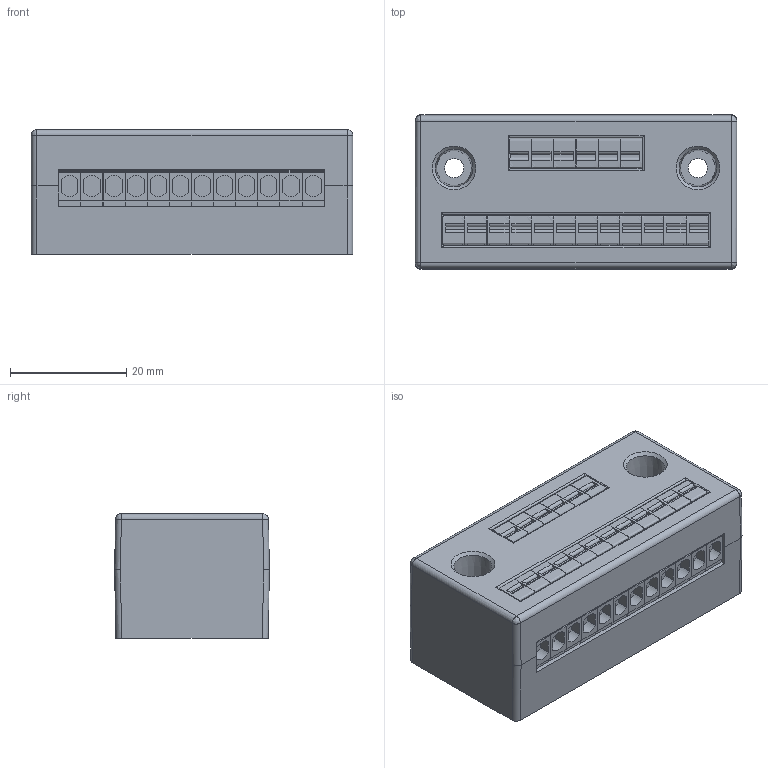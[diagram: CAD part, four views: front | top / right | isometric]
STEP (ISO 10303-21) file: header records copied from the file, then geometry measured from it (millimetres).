
FILE_DESCRIPTION(/* description */ (''),/* implementation_level */ '2;1');
FILE_NAME(/* name */ '',/* time_stamp */ '2021-01-08T08:42:15+08:00',/* author */ (''),/* organization */ (''),/* preprocessor_version */ 'ST-DEVELOPER v14',/* originating_system */ 'SIEMENS PLM Software NX 8.0',/* authorisation */ '');
FILE_SCHEMA (('AUTOMOTIVE_DESIGN { 1 0 10303 214 3 1 1 1 }'));
Length unit declared in the file: millimetre
Products named in the file (1): Admi10F499E7lb78
Bounding box: 55.4 x 26.65 x 21.51 mm (x, y, z)
Volume: 29844.8 mm3; surface area: 8256.6 mm2
Topology: 1 solids, 1 shells, 471 faces, 1250 edges, 822 vertices
Faces by surface type: plane 347, cylinder 94, extrusion 18, bspline 8, cone 4
Full cylindrical faces by diameter (mm): 3.3 x2
Entity records: 16875 total; most frequent: CARTESIAN_POINT 5181, ORIENTED_EDGE 2480, DIRECTION 2271, EDGE_CURVE 1240, VECTOR 991, LINE 973, VERTEX_POINT 822, AXIS2_PLACEMENT_3D 640
